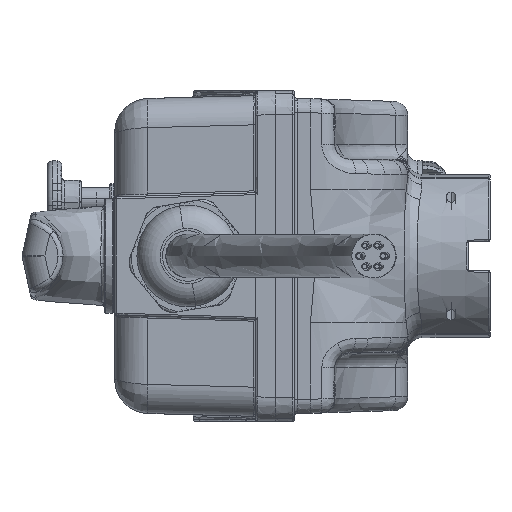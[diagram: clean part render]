
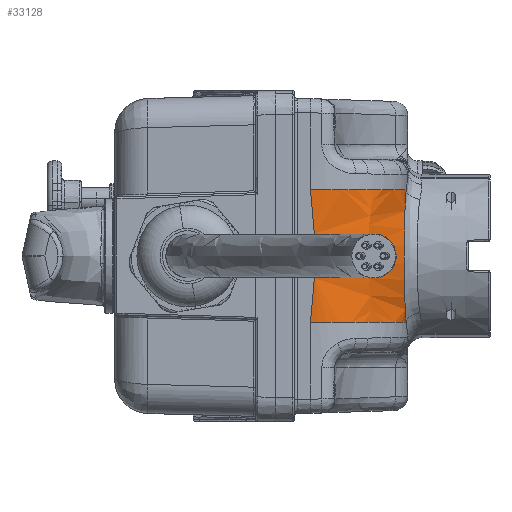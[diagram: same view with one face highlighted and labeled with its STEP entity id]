
A CAD part, left-side view. The second image highlights one B-rep face of the part: STEP entity #33128.
In plain terms, the highlighted free-form (B-spline) face has degree [3, 2] with [17, 3] control points.
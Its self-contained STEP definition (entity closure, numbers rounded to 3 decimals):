
#20349=CARTESIAN_POINT('Vertex',(-31.,36.9,-13.611)) ;
#20353=CARTESIAN_POINT('Control Point',(-31.,36.9,-13.611)) ;
#20354=CARTESIAN_POINT('Control Point',(-31.,36.9,-12.69)) ;
#20355=CARTESIAN_POINT('Control Point',(-31.,36.868,-11.769)) ;
#20356=CARTESIAN_POINT('Control Point',(-31.,36.808,-10.845)) ;
#20357=CARTESIAN_POINT('Control Point',(-31.,36.659,-9.181)) ;
#20358=CARTESIAN_POINT('Control Point',(-31.,36.462,-7.52)) ;
#20359=CARTESIAN_POINT('Control Point',(-31.,36.375,-6.827)) ;
#20360=CARTESIAN_POINT('Control Point',(-31.,36.167,-5.18)) ;
#20361=CARTESIAN_POINT('Control Point',(-31.,35.984,-3.532)) ;
#20362=CARTESIAN_POINT('Control Point',(-31.,35.906,-2.66)) ;
#20363=CARTESIAN_POINT('Control Point',(-31.,35.798,-0.906)) ;
#20364=CARTESIAN_POINT('Control Point',(-31.,35.807,0.849)) ;
#20365=CARTESIAN_POINT('Control Point',(-31.,35.847,1.732)) ;
#20366=CARTESIAN_POINT('Control Point',(-31.,35.969,3.453)) ;
#20367=CARTESIAN_POINT('Control Point',(-31.,36.167,5.17)) ;
#20368=CARTESIAN_POINT('Control Point',(-31.,36.273,6.006)) ;
#20369=CARTESIAN_POINT('Control Point',(-31.,36.504,7.833)) ;
#20370=CARTESIAN_POINT('Control Point',(-31.,36.705,9.662)) ;
#20371=CARTESIAN_POINT('Control Point',(-31.,36.79,10.591)) ;
#20372=CARTESIAN_POINT('Control Point',(-31.,36.866,11.771)) ;
#20373=CARTESIAN_POINT('Control Point',(-31.,36.895,12.951)) ;
#20374=CARTESIAN_POINT('Control Point',(-31.,36.898,13.171)) ;
#20375=CARTESIAN_POINT('Control Point',(-31.,36.9,13.391)) ;
#20376=CARTESIAN_POINT('Control Point',(-31.,36.9,13.611)) ;
#20377=CARTESIAN_POINT('Vertex',(-31.,36.9,13.611)) ;
#29878=CARTESIAN_POINT('Vertex',(-14.649,17.236,13.611)) ;
#30029=CARTESIAN_POINT('Control Point',(-14.649,17.236,13.611)) ;
#30030=CARTESIAN_POINT('Control Point',(-15.011,17.303,13.024)) ;
#30031=CARTESIAN_POINT('Control Point',(-15.699,17.384,11.933)) ;
#30032=CARTESIAN_POINT('Control Point',(-16.605,17.456,10.32)) ;
#30033=CARTESIAN_POINT('Control Point',(-17.388,17.502,8.683)) ;
#30034=CARTESIAN_POINT('Control Point',(-18.266,17.542,6.421)) ;
#30035=CARTESIAN_POINT('Control Point',(-18.85,17.562,4.133)) ;
#30036=CARTESIAN_POINT('Control Point',(-19.15,17.571,1.784)) ;
#30037=CARTESIAN_POINT('Control Point',(-19.25,17.574,-0.597)) ;
#30038=CARTESIAN_POINT('Control Point',(-19.054,17.569,-2.928)) ;
#30039=CARTESIAN_POINT('Control Point',(-18.561,17.552,-5.266)) ;
#30040=CARTESIAN_POINT('Control Point',(-17.875,17.525,-7.557)) ;
#30041=CARTESIAN_POINT('Control Point',(-16.925,17.481,-9.747)) ;
#30042=CARTESIAN_POINT('Control Point',(-15.702,17.385,-11.928)) ;
#30043=CARTESIAN_POINT('Control Point',(-15.011,17.303,-13.025)) ;
#30044=CARTESIAN_POINT('Control Point',(-14.649,17.236,-13.611)) ;
#30045=CARTESIAN_POINT('Vertex',(-14.649,17.236,-13.611)) ;
#33043=CARTESIAN_POINT('Control Point',(-31.,36.9,13.611)) ;
#33044=CARTESIAN_POINT('Control Point',(-31.,31.351,13.611)) ;
#33045=CARTESIAN_POINT('Control Point',(-29.079,25.799,13.611)) ;
#33046=CARTESIAN_POINT('Control Point',(-25.213,21.15,13.611)) ;
#33047=CARTESIAN_POINT('Control Point',(-20.105,18.248,13.611)) ;
#33048=CARTESIAN_POINT('Control Point',(-14.649,17.236,13.611)) ;
#33066=CARTESIAN_POINT('Control Point',(-13.092,17.01,-13.611)) ;
#33067=CARTESIAN_POINT('Control Point',(-31.,18.893,-13.611)) ;
#33068=CARTESIAN_POINT('Control Point',(-31.,36.9,-13.611)) ;
#33069=CARTESIAN_POINT('Control Point',(-13.607,17.064,-13.163)) ;
#33070=CARTESIAN_POINT('Control Point',(-31.,19.357,-13.105)) ;
#33071=CARTESIAN_POINT('Control Point',(-31.,36.9,-12.486)) ;
#33072=CARTESIAN_POINT('Control Point',(-14.467,17.15,-12.331)) ;
#33073=CARTESIAN_POINT('Control Point',(-31.,20.071,-12.135)) ;
#33074=CARTESIAN_POINT('Control Point',(-31.,36.812,-10.787)) ;
#33075=CARTESIAN_POINT('Control Point',(-15.724,17.264,-10.734)) ;
#33076=CARTESIAN_POINT('Control Point',(-31.,20.962,-10.325)) ;
#33077=CARTESIAN_POINT('Control Point',(-31.,36.583,-8.531)) ;
#33078=CARTESIAN_POINT('Control Point',(-16.686,17.345,-9.243)) ;
#33079=CARTESIAN_POINT('Control Point',(-31.,21.565,-8.721)) ;
#33080=CARTESIAN_POINT('Control Point',(-31.,36.377,-6.84)) ;
#33081=CARTESIAN_POINT('Control Point',(-17.608,17.418,-7.418)) ;
#33082=CARTESIAN_POINT('Control Point',(-31.,22.078,-6.862)) ;
#33083=CARTESIAN_POINT('Control Point',(-31.,36.166,-5.15)) ;
#33084=CARTESIAN_POINT('Control Point',(-18.398,17.476,-5.246)) ;
#33085=CARTESIAN_POINT('Control Point',(-31.,22.475,-4.768)) ;
#33086=CARTESIAN_POINT('Control Point',(-31.,35.979,-3.458)) ;
#33087=CARTESIAN_POINT('Control Point',(-18.947,17.514,-2.769)) ;
#33088=CARTESIAN_POINT('Control Point',(-31.,22.728,-2.485)) ;
#33089=CARTESIAN_POINT('Control Point',(-31.,35.848,-1.763)) ;
#33090=CARTESIAN_POINT('Control Point',(-19.155,17.528,-0.102)) ;
#33091=CARTESIAN_POINT('Control Point',(-31.,22.82,-0.091)) ;
#33092=CARTESIAN_POINT('Control Point',(-31.,35.799,-0.064)) ;
#33093=CARTESIAN_POINT('Control Point',(-18.975,17.516,2.58)) ;
#33094=CARTESIAN_POINT('Control Point',(-31.,22.741,2.314)) ;
#33095=CARTESIAN_POINT('Control Point',(-31.,35.842,1.64)) ;
#33096=CARTESIAN_POINT('Control Point',(-18.443,17.479,5.095)) ;
#33097=CARTESIAN_POINT('Control Point',(-31.,22.496,4.626)) ;
#33098=CARTESIAN_POINT('Control Point',(-31.,35.968,3.349)) ;
#33099=CARTESIAN_POINT('Control Point',(-17.654,17.421,7.314)) ;
#33100=CARTESIAN_POINT('Control Point',(-31.,22.103,6.759)) ;
#33101=CARTESIAN_POINT('Control Point',(-31.,36.155,5.061)) ;
#33102=CARTESIAN_POINT('Control Point',(-16.723,17.348,9.18)) ;
#33103=CARTESIAN_POINT('Control Point',(-31.,21.587,8.655)) ;
#33104=CARTESIAN_POINT('Control Point',(-31.,36.369,6.774)) ;
#33105=CARTESIAN_POINT('Control Point',(-15.749,17.266,10.701)) ;
#33106=CARTESIAN_POINT('Control Point',(-31.,20.979,10.289)) ;
#33107=CARTESIAN_POINT('Control Point',(-31.,36.578,8.488)) ;
#33108=CARTESIAN_POINT('Control Point',(-14.475,17.151,12.323)) ;
#33109=CARTESIAN_POINT('Control Point',(-31.,20.078,12.126)) ;
#33110=CARTESIAN_POINT('Control Point',(-31.,36.811,10.769)) ;
#33111=CARTESIAN_POINT('Control Point',(-13.612,17.064,13.159)) ;
#33112=CARTESIAN_POINT('Control Point',(-31.,19.361,13.101)) ;
#33113=CARTESIAN_POINT('Control Point',(-31.,36.9,12.476)) ;
#33114=CARTESIAN_POINT('Control Point',(-13.092,17.01,13.611)) ;
#33115=CARTESIAN_POINT('Control Point',(-31.,18.893,13.611)) ;
#33116=CARTESIAN_POINT('Control Point',(-31.,36.9,13.611)) ;
#33118=CARTESIAN_POINT('Control Point',(-14.649,17.236,-13.611)) ;
#33119=CARTESIAN_POINT('Control Point',(-31.,20.27,-13.611)) ;
#33120=CARTESIAN_POINT('Control Point',(-31.,36.9,-13.611)) ;
#20379=EDGE_CURVE('',#20350,#20378,#20352,.T.) ;
#30047=EDGE_CURVE('',#30046,#29879,#30028,.F.) ;
#33049=EDGE_CURVE('',#20378,#29879,#33042,.T.) ;
#33121=EDGE_CURVE('',#20350,#30046,#33117,.F.) ;
#33123=ORIENTED_EDGE('',*,*,#33121,.T.) ;
#33124=ORIENTED_EDGE('',*,*,#30047,.T.) ;
#33125=ORIENTED_EDGE('',*,*,#33049,.F.) ;
#33126=ORIENTED_EDGE('',*,*,#20379,.F.) ;
#33122=EDGE_LOOP('',(#33123,#33124,#33125,#33126)) ;
#20350=VERTEX_POINT('',#20349) ;
#20378=VERTEX_POINT('',#20377) ;
#29879=VERTEX_POINT('',#29878) ;
#30046=VERTEX_POINT('',#30045) ;
#33128=ADVANCED_FACE('PartBody',(#33127),#33065,.T.) ;
#20352=B_SPLINE_CURVE_WITH_KNOTS('',5,(#20353,#20354,#20355,#20356,#20357,#20358,#20359,#20360,#20361,#20362,#20363,#20364,#20365,#20366,#20367,#20368,#20369,#20370,#20371,#20372,#20373,#20374,#20375,#20376),.UNSPECIFIED.,.F.,.U.,(6,3,3,3,3,3,3,6),(0.,6.521,11.813,18.235,24.249,30.44,37.25,38.808),.UNSPECIFIED.) ;
#33042=B_SPLINE_CURVE_WITH_KNOTS('',5,(#33043,#33044,#33045,#33046,#33047,#33048),.UNSPECIFIED.,.F.,.U.,(6,6),(-13.873,13.873),.UNSPECIFIED.) ;
#33127=FACE_OUTER_BOUND('',#33122,.T.) ;
#30028=(BOUNDED_CURVE()B_SPLINE_CURVE(3,(#30029,#30030,#30031,#30032,#30033,#30034,#30035,#30036,#30037,#30038,#30039,#30040,#30041,#30042,#30043,#30044),.UNSPECIFIED.,.F.,.U.)B_SPLINE_CURVE_WITH_KNOTS((4,1,1,1,1,1,1,1,1,1,1,1,1,4),(0.,1.688,3.376,5.064,6.752,10.128,11.816,13.504,16.88,18.568,20.256,23.632,25.32,27.008),.UNSPECIFIED.)CURVE()GEOMETRIC_REPRESENTATION_ITEM()RATIONAL_B_SPLINE_CURVE((1.,1.,1.,1.,1.,1.,1.,1.,1.,1.,1.,1.,1.,1.,1.,1.))REPRESENTATION_ITEM('')) ;
#33117=(BOUNDED_CURVE()B_SPLINE_CURVE(2,(#33118,#33119,#33120),.UNSPECIFIED.,.F.,.U.)B_SPLINE_CURVE_WITH_KNOTS((3,3),(1.779,30.072),.UNSPECIFIED.)CURVE()GEOMETRIC_REPRESENTATION_ITEM()RATIONAL_B_SPLINE_CURVE((0.936,0.744,1.))REPRESENTATION_ITEM('')) ;
#33065=(BOUNDED_SURFACE()B_SPLINE_SURFACE(3,2,((#33066,#33067,#33068),(#33069,#33070,#33071),(#33072,#33073,#33074),(#33075,#33076,#33077),(#33078,#33079,#33080),(#33081,#33082,#33083),(#33084,#33085,#33086),(#33087,#33088,#33089),(#33090,#33091,#33092),(#33093,#33094,#33095),(#33096,#33097,#33098),(#33099,#33100,#33101),(#33102,#33103,#33104),(#33105,#33106,#33107),(#33108,#33109,#33110),(#33111,#33112,#33113),(#33114,#33115,#33116)),.UNSPECIFIED.,.F.,.F.,.U.)B_SPLINE_SURFACE_WITH_KNOTS((4,1,1,1,1,1,1,1,1,1,1,1,1,1,4),(3,3),(0.033,3.656,5.467,7.278,9.089,10.901,12.712,14.523,16.334,18.146,19.957,21.768,23.579,25.391,29.013),(0.073,30.072),.UNSPECIFIED.)GEOMETRIC_REPRESENTATION_ITEM()RATIONAL_B_SPLINE_SURFACE(((0.961,0.728,1.),(0.962,0.737,1.),(0.964,0.752,1.),(0.967,0.773,1.),(0.969,0.789,1.),(0.972,0.804,1.),(0.973,0.817,1.),(0.975,0.825,1.),(0.975,0.828,1.),(0.975,0.826,1.),(0.973,0.817,1.),(0.972,0.805,1.),(0.969,0.79,1.),(0.967,0.774,1.),(0.964,0.752,1.),(0.962,0.737,1.),(0.961,0.728,1.)))REPRESENTATION_ITEM('Rational BSpline Surface')SURFACE()) ;
